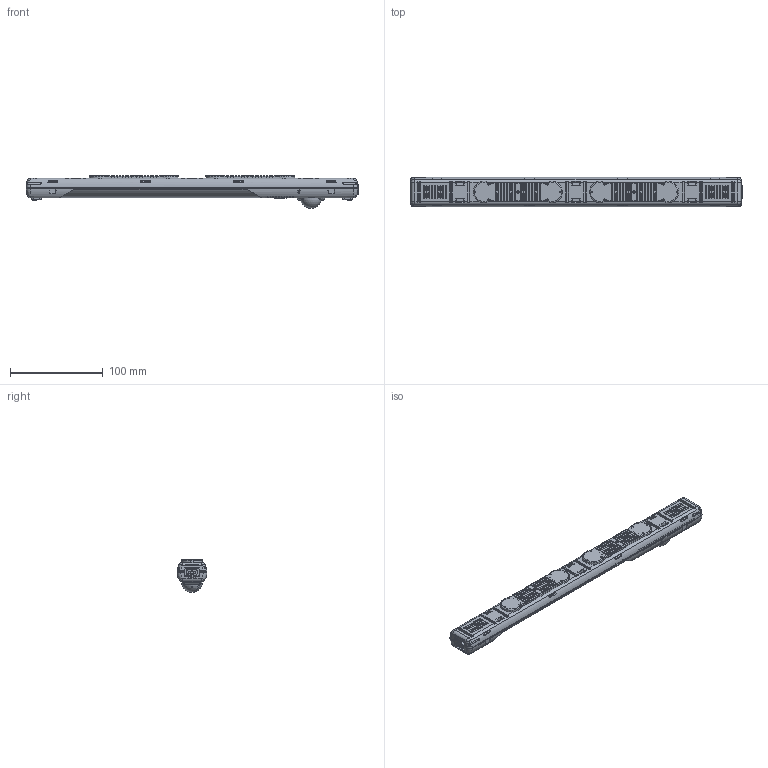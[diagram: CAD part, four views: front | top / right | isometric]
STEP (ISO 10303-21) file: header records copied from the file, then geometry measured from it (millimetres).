
FILE_DESCRIPTION((''),'2;1');
FILE_NAME('LL7000_PIR_ASM_1_ASM','2022-10-12T10:08:16',('alexcam'),(''),'CREO PARAMETRIC BY PTC INC, 2018500','CREO PARAMETRIC BY PTC INC, 2018500','');
FILE_SCHEMA(('AUTOMOTIVE_DESIGN { 1 0 10303 214 1 1 1 1 }'));
Length unit declared in the file: millimetre
Products named in the file (10): LL7000_HOUSING_1; LL7000_BASE_1; LL7000_PCB_1; PIR-SENSOR_1; WIELAND_91_023_0053_0_CAD_STEP_; WIELAND_91_024_0053_0_CAD_STEP_; LL7000_PCB_PIR_ASM_1_ASM; LL7000_DOME_1; PIR-FILTER-AIR_1; LL7000_PIR_ASM_1_ASM
Assembly tree (9 placements, depth 3):
  LL7000_PIR_ASM_1_ASM
    LL7000_HOUSING_1
    LL7000_BASE_1
    LL7000_PCB_PIR_ASM_1_ASM
      LL7000_PCB_1
      PIR-SENSOR_1
      WIELAND_91_023_0053_0_CAD_STEP_
      WIELAND_91_024_0053_0_CAD_STEP_
    LL7000_DOME_1
    PIR-FILTER-AIR_1
Bounding box: 357.4 x 32 x 35.45 mm (x, y, z)
Volume: 80663.3 mm3; surface area: 103529 mm2
Topology: 8 solids, 10 shells, 3795 faces, 11294 edges, 7306 vertices
Faces by surface type: plane 1930, cylinder 893, cone 430, bspline 387, torus 87, sphere 60, extrusion 8
Entity records: 166677 total; most frequent: CARTESIAN_POINT 51222, ORIENTED_EDGE 22478, DIRECTION 16980, EDGE_CURVE 11243, VERTEX_POINT 7306, VECTOR 6136, LINE 6128, AXIS2_PLACEMENT_3D 5422
